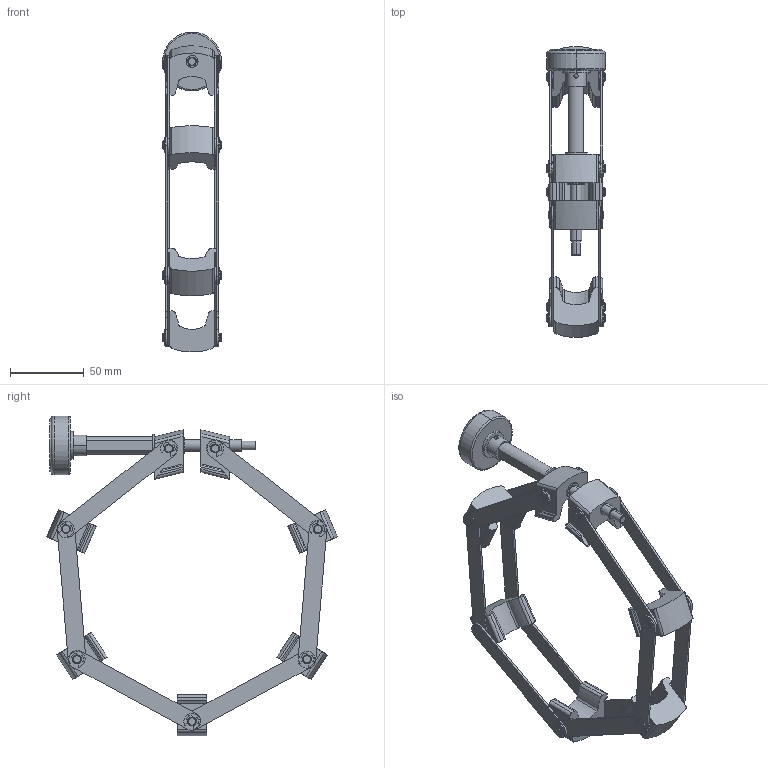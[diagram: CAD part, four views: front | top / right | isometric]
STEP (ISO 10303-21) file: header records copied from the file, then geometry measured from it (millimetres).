
FILE_DESCRIPTION( (''), '2;1');
FILE_NAME ('CAD714.4700.VP1125_14482.stp','2016-04-22T10:25:19',(''),(''),'spGate 11.3.9','spGate','');
FILE_SCHEMA (('AUTOMOTIVE_DESIGN'));
Length unit declared in the file: millimetre
Products named in the file (21): Assembly; 品番1・2; 品番1・2_mr; 品番5; 品番6; 品番5_mr; 品番5_mr-1; 品番5_mr-2; 品番5_mr-3; 品番5_mr-4; 品番5_mr-5; 品番8; C止め輪; 品番8_mr; C止め輪_mr; 品番8_mr-1; C止め輪_mr-1; 品番7; 品番3_mr; 品番4_mr; 品番11
Assembly tree (46 placements, depth 2):
  Assembly
    品番1・2
    品番1・2_mr
    品番5  x6
    品番6  x5
    品番5_mr
    品番5_mr-1
    品番5_mr-2
    品番5_mr-3
    品番5_mr-4
    品番5_mr-5
    品番8  x2
    C止め輪  x12
    品番8_mr
    C止め輪_mr
    品番8_mr-1
    C止め輪_mr-1  x2
    品番7  x5
    品番3_mr
    品番4_mr
    品番11
Bounding box: 40.1 x 197.29 x 217.26 mm (x, y, z)
Volume: 130682.4 mm3; surface area: 79206.1 mm2
Topology: 46 solids, 46 shells, 844 faces, 2164 edges, 1446 vertices
Faces by surface type: cylinder 497, plane 304, bspline 43
Entity records: 18905 total; most frequent: CARTESIAN_POINT 3241, DIRECTION 1760, ORIENTED_EDGE 1720, COLOUR_RGB 1218, PRESENTATION_STYLE_ASSIGNMENT 1218, STYLED_ITEM 1218, EDGE_CURVE 860, DRAUGHTING_PRE_DEFINED_CURVE_FONT 860
